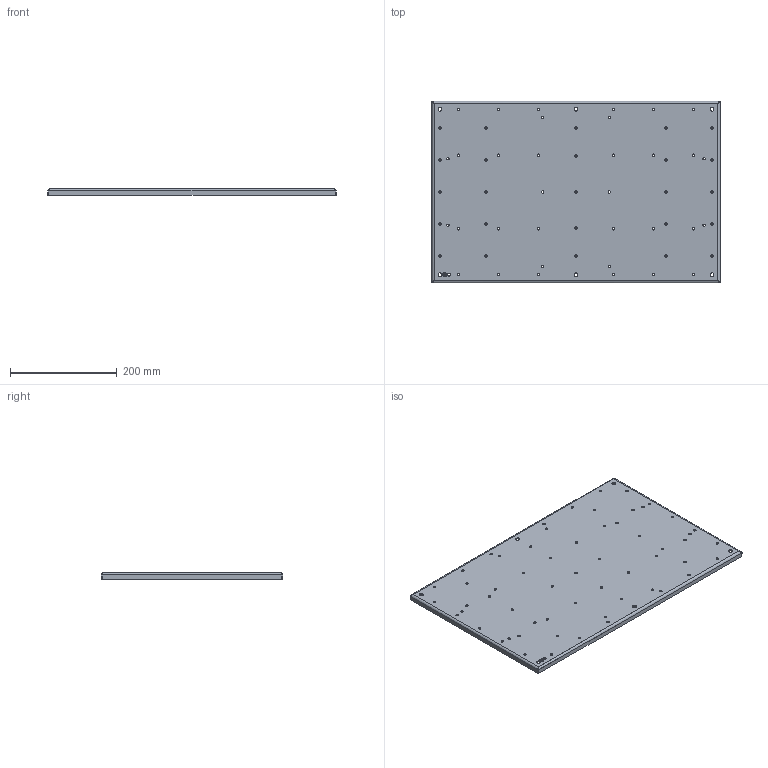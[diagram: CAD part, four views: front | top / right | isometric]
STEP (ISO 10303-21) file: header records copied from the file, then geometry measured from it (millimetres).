
FILE_DESCRIPTION(('CATIA V5 STEP Exchange','CAx-IF Rec.Pracs.--- Model Styling and Organization---1.4--- 2014-01-23'),'2;1');
FILE_NAME ('1337194-7_0_8000074320_8000074320_MOPL_KEBX_400x600_H_S3D.stp','2021-04-13T11:31:45+00:00',('none'),('Weidmueller'),'CATIA Version 5-6 Release 2016 SP3 HF44','CATIA V5 STEP AP214','none');
FILE_SCHEMA(('AUTOMOTIVE_DESIGN { 1 0 10303 214 1 1 1 1 }'));
Length unit declared in the file: millimetre
Products named in the file (1): 8000074320_MOPL_KEBX_400x600_H_S3D
Bounding box: 540 x 340 x 12 mm (x, y, z)
Volume: 297493.4 mm3; surface area: 400950.3 mm2
Topology: 1 solids, 1 shells, 195 faces, 542 edges, 354 vertices
Faces by surface type: cylinder 144, plane 43, bspline 8
Entity records: 6685 total; most frequent: CARTESIAN_POINT 1518, ORIENTED_EDGE 1084, DIRECTION 875, EDGE_CURVE 542, AXIS2_PLACEMENT_3D 457, VERTEX_POINT 354, EDGE_LOOP 332, CIRCLE 269
